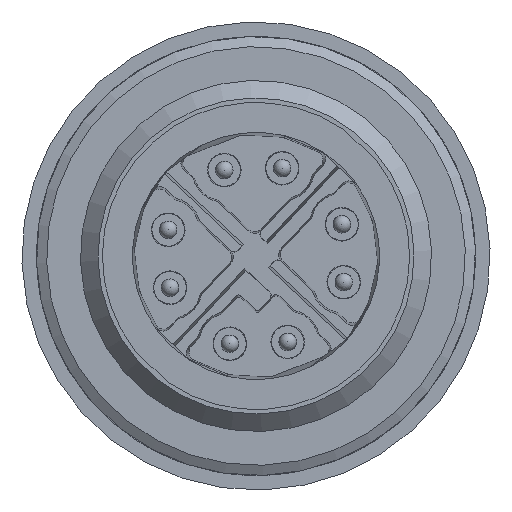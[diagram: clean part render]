
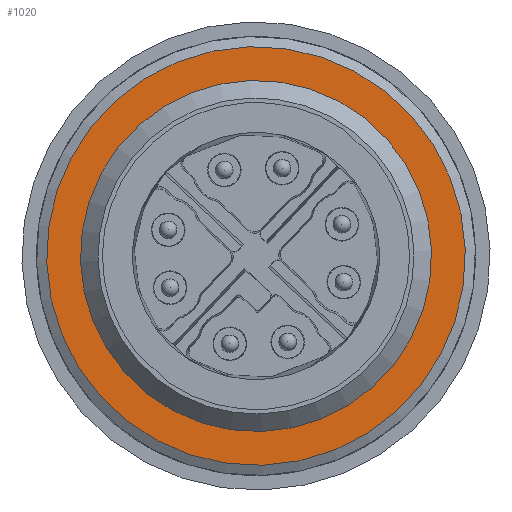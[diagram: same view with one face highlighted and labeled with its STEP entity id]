
A CAD part, left-side view. The second image highlights one B-rep face of the part: STEP entity #1020.
In plain terms, the highlighted planar face has unit normal (-1, 0, 0).
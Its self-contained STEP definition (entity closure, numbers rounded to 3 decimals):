
#782=FACE_BOUND('',#1598,.T.);
#783=FACE_BOUND('',#1599,.T.);
#1020=ADVANCED_FACE('',(#782,#783),#1133,.F.);
#1133=PLANE('',#4240);
#1598=EDGE_LOOP('',(#2628));
#1599=EDGE_LOOP('',(#2629));
#2628=ORIENTED_EDGE('',*,*,#3604,.F.);
#2629=ORIENTED_EDGE('',*,*,#3603,.T.);
#3068=VERTEX_POINT('',#8252);
#3069=VERTEX_POINT('',#8255);
#3603=EDGE_CURVE('',#3068,#3068,#3824,.T.);
#3604=EDGE_CURVE('',#3069,#3069,#3825,.T.);
#3824=CIRCLE('',#4237,7.154);
#3825=CIRCLE('',#4239,6.);
#4237=AXIS2_PLACEMENT_3D('',#8251,#5259,#5260);
#4239=AXIS2_PLACEMENT_3D('',#8254,#5263,#5264);
#4240=AXIS2_PLACEMENT_3D('',#8256,#5265,#5266);
#5259=DIRECTION('',(-1.,0.,0.));
#5260=DIRECTION('',(0.,0.528,0.849));
#5263=DIRECTION('',(-1.,0.,0.));
#5264=DIRECTION('',(0.,0.528,0.849));
#5265=DIRECTION('',(1.,0.,0.));
#5266=DIRECTION('',(0.,-0.528,-0.849));
#8251=CARTESIAN_POINT('',(42.5,50.,0.));
#8252=CARTESIAN_POINT('',(42.5,53.774,6.077));
#8254=CARTESIAN_POINT('',(42.5,50.,0.));
#8255=CARTESIAN_POINT('',(42.5,53.166,5.097));
#8256=CARTESIAN_POINT('',(42.5,56.077,-3.774));
